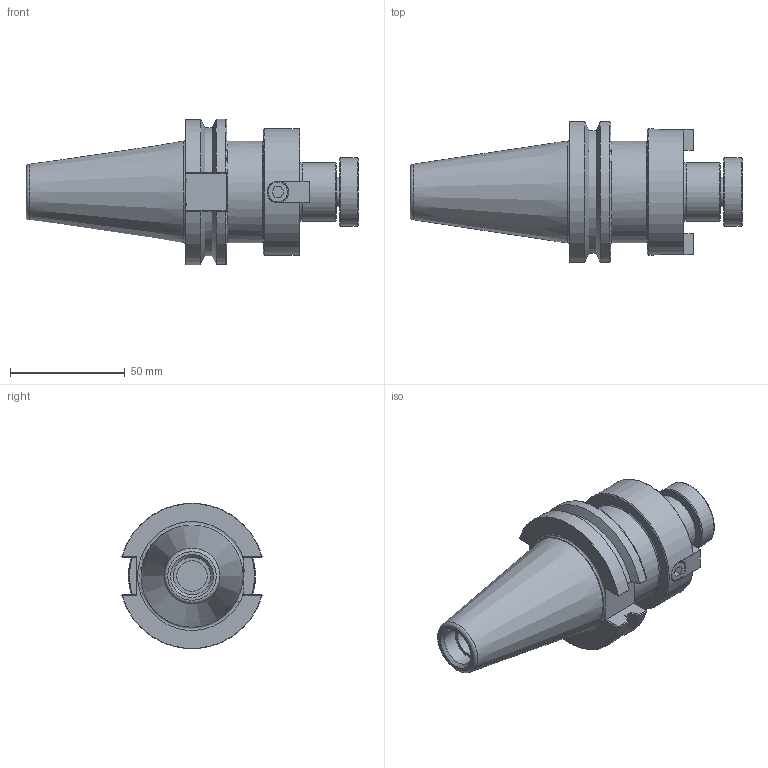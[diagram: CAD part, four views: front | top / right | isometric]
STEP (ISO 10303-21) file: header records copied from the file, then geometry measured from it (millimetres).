
FILE_DESCRIPTION(/* description */ (''),/* implementation_level */ '2;1');
FILE_NAME(/* name */ 'CAT40-FMA1.0-2.0D-REV1.stp',/* time_stamp */ '2017-02-09T21:34:52-06:00',/* author */ ('Me'),/* organization */ (''),/* preprocessor_version */ 'ST-DEVELOPER v15.6',/* originating_system */ 'Autodesk Inventor 2015',/* authorisation */ '');
FILE_SCHEMA (('AUTOMOTIVE_DESIGN { 1 0 10303 214 3 1 1 }'));
Length unit declared in the file: centimetre
Products named in the file (1): CAT40-FMA1.0-2.0D-REV1
Bounding box: 144.8 x 61.14 x 63.26 mm (x, y, z)
Volume: 178260.4 mm3; surface area: 33952.4 mm2
Topology: 1 solids, 4 shells, 161 faces, 396 edges, 254 vertices
Faces by surface type: plane 83, cylinder 30, cone 22, bspline 16, torus 10
Full cylindrical faces by diameter (mm): 4.343 x2, 5.791 x2, 8.89 x2, 9.144 x2, 11.113 x1, 11.328 x1, 12.7 x1, 13.386 x2, 13.494 x1, 16.256 x1, 25.4 x1, 29.667 x1, 44.45 x2, 55.372 x1
Entity records: 5224 total; most frequent: CARTESIAN_POINT 1640, ORIENTED_EDGE 682, DIRECTION 628, EDGE_CURVE 341, VERTEX_POINT 241, AXIS2_PLACEMENT_3D 227, EDGE_LOOP 214, LINE 174
